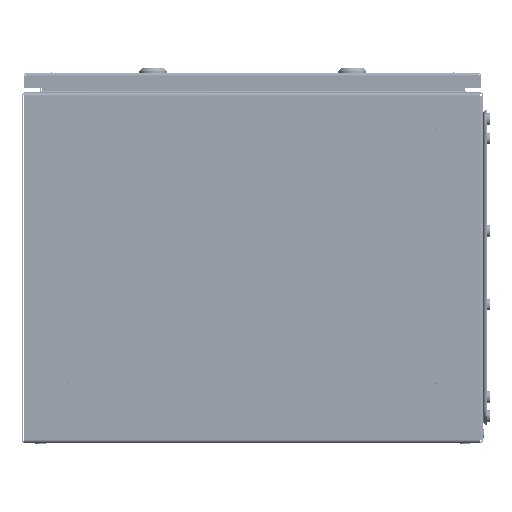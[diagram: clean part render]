
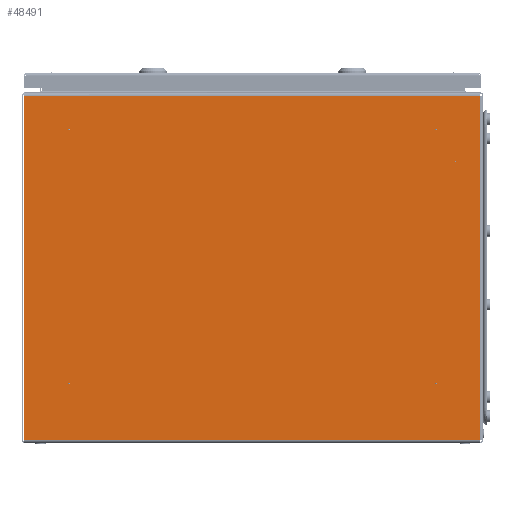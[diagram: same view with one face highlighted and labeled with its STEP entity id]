
A CAD part, left-side view. The second image highlights one B-rep face of the part: STEP entity #48491.
In plain terms, the highlighted planar face has unit normal (-1, 0, 0).
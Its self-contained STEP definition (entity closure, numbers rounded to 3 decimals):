
#288 = CARTESIAN_POINT ( 'NONE',  ( -200., -199., 63.717 ) ) ;
#2570 = DIRECTION ( 'NONE',  ( -1., 0., 0. ) ) ;
#4438 = ORIENTED_EDGE ( 'NONE', *, *, #87186, .F. ) ;
#5247 = FACE_BOUND ( 'NONE', #21584, .T. ) ;
#5418 = DIRECTION ( 'NONE',  ( 0., 0., -1. ) ) ;
#5500 = ORIENTED_EDGE ( 'NONE', *, *, #91348, .T. ) ;
#5857 = CARTESIAN_POINT ( 'NONE',  ( -200., 248.246, 3.4 ) ) ;
#6069 = DIRECTION ( 'NONE',  ( -1., 0., 0. ) ) ;
#6270 = LINE ( 'NONE', #71396, #64437 ) ;
#6298 = DIRECTION ( 'NONE',  ( 0., 0., -1. ) ) ;
#6513 = VERTEX_POINT ( 'NONE', #28592 ) ;
#6794 = DIRECTION ( 'NONE',  ( 0., 0., -1. ) ) ;
#7247 = VERTEX_POINT ( 'NONE', #44962 ) ;
#7373 = CIRCLE ( 'NONE', #20806, 0.883 ) ;
#8988 = VERTEX_POINT ( 'NONE', #70494 ) ;
#9769 = EDGE_LOOP ( 'NONE', ( #52756, #105924, #5500, #13235 ) ) ;
#9779 = ORIENTED_EDGE ( 'NONE', *, *, #41080, .F. ) ;
#10198 = CIRCLE ( 'NONE', #53432, 0.883 ) ;
#11066 = CARTESIAN_POINT ( 'NONE',  ( -200., -246.6, 3.4 ) ) ;
#12269 = VERTEX_POINT ( 'NONE', #56521 ) ;
#12310 = EDGE_CURVE ( 'NONE', #27739, #24945, #87421, .T. ) ;
#12404 = VECTOR ( 'NONE', #16534, 1000. ) ;
#13191 = PLANE ( 'NONE',  #84048 ) ;
#13235 = ORIENTED_EDGE ( 'NONE', *, *, #18955, .F. ) ;
#13793 = CIRCLE ( 'NONE', #29568, 0.883 ) ;
#14175 = CIRCLE ( 'NONE', #93064, 0.883 ) ;
#16534 = DIRECTION ( 'NONE',  ( 0., 1., 0. ) ) ;
#16560 = CIRCLE ( 'NONE', #41500, 0.883 ) ;
#18550 = DIRECTION ( 'NONE',  ( 0., 0., -1. ) ) ;
#18632 = CARTESIAN_POINT ( 'NONE',  ( -200., 199., 63.717 ) ) ;
#18955 = EDGE_CURVE ( 'NONE', #52979, #80204, #6270, .T. ) ;
#19808 = FACE_OUTER_BOUND ( 'NONE', #9769, .T. ) ;
#20806 = AXIS2_PLACEMENT_3D ( 'NONE', #98964, #30691, #6298 ) ;
#21584 = EDGE_LOOP ( 'NONE', ( #85133, #93976 ) ) ;
#22140 = ORIENTED_EDGE ( 'NONE', *, *, #12310, .F. ) ;
#22755 = VERTEX_POINT ( 'NONE', #288 ) ;
#23247 = CARTESIAN_POINT ( 'NONE',  ( -200., 199., 340.483 ) ) ;
#23700 = FACE_BOUND ( 'NONE', #64479, .T. ) ;
#23893 = CARTESIAN_POINT ( 'NONE',  ( -200., 199., 65.483 ) ) ;
#24945 = VERTEX_POINT ( 'NONE', #93705 ) ;
#26971 = DIRECTION ( 'NONE',  ( 0., 0., -1. ) ) ;
#27739 = VERTEX_POINT ( 'NONE', #105330 ) ;
#28592 = CARTESIAN_POINT ( 'NONE',  ( -200., -199., 338.717 ) ) ;
#29468 = EDGE_CURVE ( 'NONE', #72277, #45137, #14175, .T. ) ;
#29568 = AXIS2_PLACEMENT_3D ( 'NONE', #84511, #49820, #92950 ) ;
#30175 = ORIENTED_EDGE ( 'NONE', *, *, #103952, .F. ) ;
#30691 = DIRECTION ( 'NONE',  ( -1., 0., 0. ) ) ;
#30918 = VECTOR ( 'NONE', #108273, 1000. ) ;
#31558 = EDGE_CURVE ( 'NONE', #12269, #6513, #16560, .T. ) ;
#35061 = DIRECTION ( 'NONE',  ( -1., 0., 0. ) ) ;
#37681 = VERTEX_POINT ( 'NONE', #18632 ) ;
#38270 = DIRECTION ( 'NONE',  ( 0., 0., -1. ) ) ;
#39045 = AXIS2_PLACEMENT_3D ( 'NONE', #87094, #2570, #26971 ) ;
#39510 = ORIENTED_EDGE ( 'NONE', *, *, #72298, .F. ) ;
#39662 = CARTESIAN_POINT ( 'NONE',  ( -200., -250., 376.6 ) ) ;
#40105 = EDGE_CURVE ( 'NONE', #37681, #53841, #90719, .T. ) ;
#41080 = EDGE_CURVE ( 'NONE', #8988, #22755, #7373, .T. ) ;
#41344 = DIRECTION ( 'NONE',  ( 0., 0., -1. ) ) ;
#41500 = AXIS2_PLACEMENT_3D ( 'NONE', #68732, #78705, #69486 ) ;
#42223 = FACE_BOUND ( 'NONE', #58496, .T. ) ;
#44344 = EDGE_CURVE ( 'NONE', #97437, #52979, #98151, .T. ) ;
#44962 = CARTESIAN_POINT ( 'NONE',  ( -200., -246.6, 376.6 ) ) ;
#45008 = CARTESIAN_POINT ( 'NONE',  ( -200., 199., 338.717 ) ) ;
#45137 = VERTEX_POINT ( 'NONE', #45008 ) ;
#46176 = VECTOR ( 'NONE', #88365, 1000. ) ;
#47475 = CARTESIAN_POINT ( 'NONE',  ( -200., -250., 376.6 ) ) ;
#47521 = FACE_BOUND ( 'NONE', #90501, .T. ) ;
#48491 = ADVANCED_FACE ( 'NONE', ( #68640, #23700, #5247, #47521, #42223, #19808 ), #13191, .F. ) ;
#49540 = DIRECTION ( 'NONE',  ( -1., 0., 0. ) ) ;
#49820 = DIRECTION ( 'NONE',  ( -1., 0., 0. ) ) ;
#49887 = DIRECTION ( 'NONE',  ( 0., 0., -1. ) ) ;
#52756 = ORIENTED_EDGE ( 'NONE', *, *, #44344, .F. ) ;
#52763 = DIRECTION ( 'NONE',  ( 0., 0., -1. ) ) ;
#52979 = VERTEX_POINT ( 'NONE', #5857 ) ;
#53432 = AXIS2_PLACEMENT_3D ( 'NONE', #93716, #35061, #52763 ) ;
#53841 = VERTEX_POINT ( 'NONE', #23893 ) ;
#55657 = ORIENTED_EDGE ( 'NONE', *, *, #29468, .F. ) ;
#56521 = CARTESIAN_POINT ( 'NONE',  ( -200., -199., 340.483 ) ) ;
#56669 = CARTESIAN_POINT ( 'NONE',  ( -200., -199., 64.6 ) ) ;
#58496 = EDGE_LOOP ( 'NONE', ( #55657, #82184 ) ) ;
#63843 = CIRCLE ( 'NONE', #87418, 0.883 ) ;
#64153 = CARTESIAN_POINT ( 'NONE',  ( -200., 199., 339.6 ) ) ;
#64233 = CARTESIAN_POINT ( 'NONE',  ( -200., 248.246, 376.6 ) ) ;
#64437 = VECTOR ( 'NONE', #103881, 1000. ) ;
#64479 = EDGE_LOOP ( 'NONE', ( #9779, #4438 ) ) ;
#65887 = ORIENTED_EDGE ( 'NONE', *, *, #40105, .F. ) ;
#67432 = CARTESIAN_POINT ( 'NONE',  ( -200., -250., 3.4 ) ) ;
#68539 = EDGE_LOOP ( 'NONE', ( #22140, #39510 ) ) ;
#68640 = FACE_BOUND ( 'NONE', #68539, .T. ) ;
#68732 = CARTESIAN_POINT ( 'NONE',  ( -200., -199., 339.6 ) ) ;
#69486 = DIRECTION ( 'NONE',  ( 0., 0., -1. ) ) ;
#70494 = CARTESIAN_POINT ( 'NONE',  ( -200., -199., 65.483 ) ) ;
#71396 = CARTESIAN_POINT ( 'NONE',  ( -200., 248.246, 376.6 ) ) ;
#72277 = VERTEX_POINT ( 'NONE', #23247 ) ;
#72298 = EDGE_CURVE ( 'NONE', #24945, #27739, #13793, .T. ) ;
#72636 = DIRECTION ( 'NONE',  ( -1., 0., 0. ) ) ;
#77512 = EDGE_CURVE ( 'NONE', #6513, #12269, #100353, .T. ) ;
#78705 = DIRECTION ( 'NONE',  ( -1., 0., 0. ) ) ;
#79460 = CIRCLE ( 'NONE', #90308, 0.883 ) ;
#80204 = VERTEX_POINT ( 'NONE', #64233 ) ;
#82184 = ORIENTED_EDGE ( 'NONE', *, *, #84254, .F. ) ;
#84048 = AXIS2_PLACEMENT_3D ( 'NONE', #47475, #89913, #38270 ) ;
#84254 = EDGE_CURVE ( 'NONE', #45137, #72277, #63843, .T. ) ;
#84511 = CARTESIAN_POINT ( 'NONE',  ( -200., -220., 305. ) ) ;
#84544 = LINE ( 'NONE', #104575, #46176 ) ;
#85075 = LINE ( 'NONE', #39662, #30918 ) ;
#85133 = ORIENTED_EDGE ( 'NONE', *, *, #31558, .F. ) ;
#87094 = CARTESIAN_POINT ( 'NONE',  ( -200., 199., 64.6 ) ) ;
#87186 = EDGE_CURVE ( 'NONE', #22755, #8988, #79460, .T. ) ;
#87418 = AXIS2_PLACEMENT_3D ( 'NONE', #94944, #94583, #18550 ) ;
#87421 = CIRCLE ( 'NONE', #90798, 0.883 ) ;
#88365 = DIRECTION ( 'NONE',  ( 0., 0., -1. ) ) ;
#89913 = DIRECTION ( 'NONE',  ( 1., 0., 0. ) ) ;
#90308 = AXIS2_PLACEMENT_3D ( 'NONE', #56669, #6069, #6794 ) ;
#90501 = EDGE_LOOP ( 'NONE', ( #30175, #65887 ) ) ;
#90719 = CIRCLE ( 'NONE', #39045, 0.883 ) ;
#90798 = AXIS2_PLACEMENT_3D ( 'NONE', #100044, #100772, #41344 ) ;
#91348 = EDGE_CURVE ( 'NONE', #7247, #80204, #85075, .T. ) ;
#92950 = DIRECTION ( 'NONE',  ( 0., 0., -1. ) ) ;
#93064 = AXIS2_PLACEMENT_3D ( 'NONE', #64153, #72636, #5418 ) ;
#93705 = CARTESIAN_POINT ( 'NONE',  ( -200., -220.883, 305. ) ) ;
#93716 = CARTESIAN_POINT ( 'NONE',  ( -200., 199., 64.6 ) ) ;
#93976 = ORIENTED_EDGE ( 'NONE', *, *, #77512, .F. ) ;
#94224 = AXIS2_PLACEMENT_3D ( 'NONE', #107437, #49540, #49887 ) ;
#94583 = DIRECTION ( 'NONE',  ( -1., 0., 0. ) ) ;
#94944 = CARTESIAN_POINT ( 'NONE',  ( -200., 199., 339.6 ) ) ;
#95594 = EDGE_CURVE ( 'NONE', #7247, #97437, #84544, .T. ) ;
#97437 = VERTEX_POINT ( 'NONE', #11066 ) ;
#98151 = LINE ( 'NONE', #67432, #12404 ) ;
#98964 = CARTESIAN_POINT ( 'NONE',  ( -200., -199., 64.6 ) ) ;
#100044 = CARTESIAN_POINT ( 'NONE',  ( -200., -220., 305. ) ) ;
#100353 = CIRCLE ( 'NONE', #94224, 0.883 ) ;
#100772 = DIRECTION ( 'NONE',  ( -1., 0., 0. ) ) ;
#103881 = DIRECTION ( 'NONE',  ( 0., 0., 1. ) ) ;
#103952 = EDGE_CURVE ( 'NONE', #53841, #37681, #10198, .T. ) ;
#104575 = CARTESIAN_POINT ( 'NONE',  ( -200., -246.6, 394.992 ) ) ;
#105330 = CARTESIAN_POINT ( 'NONE',  ( -200., -219.117, 305. ) ) ;
#105924 = ORIENTED_EDGE ( 'NONE', *, *, #95594, .F. ) ;
#107437 = CARTESIAN_POINT ( 'NONE',  ( -200., -199., 339.6 ) ) ;
#108273 = DIRECTION ( 'NONE',  ( 0., 1., 0. ) ) ;
